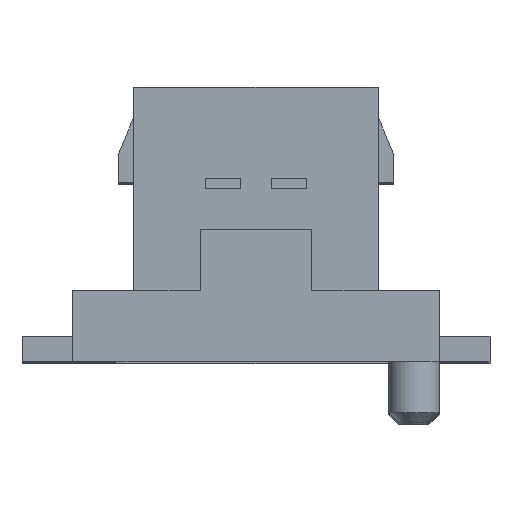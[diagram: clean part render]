
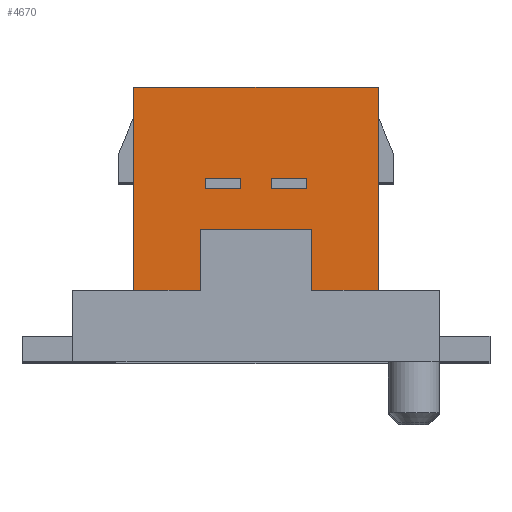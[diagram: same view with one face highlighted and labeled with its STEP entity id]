
A CAD part, top view. The second image highlights one B-rep face of the part: STEP entity #4670.
In plain terms, the highlighted planar face has unit normal (0, 0, 1).
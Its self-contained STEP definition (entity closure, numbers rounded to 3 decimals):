
#3280=CARTESIAN_POINT('',(-0.074,-1.733,-4.33));
#3290=DIRECTION('',(0.,0.,1.));
#3300=DIRECTION('',(1.,0.,0.));
#3310=AXIS2_PLACEMENT_3D('',#3280,#3290,#3300);
#3320=PLANE('',#3310);
#3330=CARTESIAN_POINT('',(0.087,0.,-4.33));
#3340=DIRECTION('',(0.,1.,0.));
#3350=VECTOR('',#3340,1.);
#3360=LINE('',#3330,#3350);
#3370=CARTESIAN_POINT('',(0.087,-2.319,-4.33));
#3380=VERTEX_POINT('',#3370);
#3390=CARTESIAN_POINT('',(0.087,-1.719,-4.33));
#3400=VERTEX_POINT('',#3390);
#3410=EDGE_CURVE('',#3380,#3400,#3360,.T.);
#3420=ORIENTED_EDGE('',*,*,#3410,.T.);
#3430=CARTESIAN_POINT('',(0.,-2.319,-4.33));
#3440=DIRECTION('',(-1.,0.,0.));
#3450=VECTOR('',#3440,1.);
#3460=LINE('',#3430,#3450);
#3470=CARTESIAN_POINT('',(-0.563,-2.319,-4.33));
#3480=VERTEX_POINT('',#3470);
#3490=EDGE_CURVE('',#3380,#3480,#3460,.T.);
#3500=ORIENTED_EDGE('',*,*,#3490,.F.);
#3510=CARTESIAN_POINT('',(-0.563,0.,-4.33));
#3520=DIRECTION('',(0.,-1.,0.));
#3530=VECTOR('',#3520,1.);
#3540=LINE('',#3510,#3530);
#3550=CARTESIAN_POINT('',(-0.563,-0.319,-4.33));
#3560=VERTEX_POINT('',#3550);
#3570=EDGE_CURVE('',#3560,#3480,#3540,.T.);
#3580=ORIENTED_EDGE('',*,*,#3570,.T.);
#3590=CARTESIAN_POINT('',(0.,-0.319,-4.33));
#3600=DIRECTION('',(-1.,0.,0.));
#3610=VECTOR('',#3600,1.);
#3620=LINE('',#3590,#3610);
#3630=CARTESIAN_POINT('',(1.837,-0.319,-4.33));
#3640=VERTEX_POINT('',#3630);
#3650=EDGE_CURVE('',#3640,#3560,#3620,.T.);
#3660=ORIENTED_EDGE('',*,*,#3650,.T.);
#3670=CARTESIAN_POINT('',(1.837,0.,-4.33));
#3680=DIRECTION('',(0.,1.,0.));
#3690=VECTOR('',#3680,1.);
#3700=LINE('',#3670,#3690);
#3710=CARTESIAN_POINT('',(1.837,-2.319,-4.33));
#3720=VERTEX_POINT('',#3710);
#3730=EDGE_CURVE('',#3720,#3640,#3700,.T.);
#3740=ORIENTED_EDGE('',*,*,#3730,.T.);
#3750=CARTESIAN_POINT('',(0.,-2.319,-4.33));
#3760=DIRECTION('',(-1.,0.,0.));
#3770=VECTOR('',#3760,1.);
#3780=LINE('',#3750,#3770);
#3790=CARTESIAN_POINT('',(1.187,-2.319,-4.33));
#3800=VERTEX_POINT('',#3790);
#3810=EDGE_CURVE('',#3720,#3800,#3780,.T.);
#3820=ORIENTED_EDGE('',*,*,#3810,.F.);
#3830=CARTESIAN_POINT('',(1.187,0.,-4.33));
#3840=DIRECTION('',(0.,1.,0.));
#3850=VECTOR('',#3840,1.);
#3860=LINE('',#3830,#3850);
#3870=CARTESIAN_POINT('',(1.187,-1.719,-4.33));
#3880=VERTEX_POINT('',#3870);
#3890=EDGE_CURVE('',#3800,#3880,#3860,.T.);
#3900=ORIENTED_EDGE('',*,*,#3890,.F.);
#3910=CARTESIAN_POINT('',(0.,-1.719,-4.33));
#3920=DIRECTION('',(1.,0.,0.));
#3930=VECTOR('',#3920,1.);
#3940=LINE('',#3910,#3930);
#3950=EDGE_CURVE('',#3400,#3880,#3940,.T.);
#3960=ORIENTED_EDGE('',*,*,#3950,.T.);
#3970=EDGE_LOOP('',(#3960,#3900,#3820,#3740,#3660,#3580,#3500,#3420));
#3980=FACE_OUTER_BOUND('',#3970,.T.);
#3990=CARTESIAN_POINT('',(0.,-1.219,-4.33));
#4000=DIRECTION('',(-1.,0.,0.));
#4010=VECTOR('',#4000,1.);
#4020=LINE('',#3990,#4010);
#4030=CARTESIAN_POINT('',(1.137,-1.219,-4.33));
#4040=VERTEX_POINT('',#4030);
#4050=CARTESIAN_POINT('',(0.787,-1.219,-4.33));
#4060=VERTEX_POINT('',#4050);
#4070=EDGE_CURVE('',#4040,#4060,#4020,.T.);
#4080=ORIENTED_EDGE('',*,*,#4070,.F.);
#4090=CARTESIAN_POINT('',(0.787,0.,-4.33));
#4100=DIRECTION('',(0.,-1.,0.));
#4110=VECTOR('',#4100,1.);
#4120=LINE('',#4090,#4110);
#4130=CARTESIAN_POINT('',(0.787,-1.319,-4.33));
#4140=VERTEX_POINT('',#4130);
#4150=EDGE_CURVE('',#4060,#4140,#4120,.T.);
#4160=ORIENTED_EDGE('',*,*,#4150,.F.);
#4170=CARTESIAN_POINT('',(0.,-1.319,-4.33));
#4180=DIRECTION('',(1.,0.,0.));
#4190=VECTOR('',#4180,1.);
#4200=LINE('',#4170,#4190);
#4210=CARTESIAN_POINT('',(1.137,-1.319,-4.33));
#4220=VERTEX_POINT('',#4210);
#4230=EDGE_CURVE('',#4140,#4220,#4200,.T.);
#4240=ORIENTED_EDGE('',*,*,#4230,.F.);
#4250=CARTESIAN_POINT('',(1.137,0.,-4.33));
#4260=DIRECTION('',(0.,1.,0.));
#4270=VECTOR('',#4260,1.);
#4280=LINE('',#4250,#4270);
#4290=EDGE_CURVE('',#4220,#4040,#4280,.T.);
#4300=ORIENTED_EDGE('',*,*,#4290,.F.);
#4310=EDGE_LOOP('',(#4300,#4240,#4160,#4080));
#4320=FACE_BOUND('',#4310,.T.);
#4330=CARTESIAN_POINT('',(0.137,0.,-4.33));
#4340=DIRECTION('',(0.,1.,0.));
#4350=VECTOR('',#4340,1.);
#4360=LINE('',#4330,#4350);
#4370=CARTESIAN_POINT('',(0.137,-1.319,-4.33));
#4380=VERTEX_POINT('',#4370);
#4390=CARTESIAN_POINT('',(0.137,-1.219,-4.33));
#4400=VERTEX_POINT('',#4390);
#4410=EDGE_CURVE('',#4380,#4400,#4360,.T.);
#4420=ORIENTED_EDGE('',*,*,#4410,.T.);
#4430=CARTESIAN_POINT('',(0.,-1.319,-4.33));
#4440=DIRECTION('',(1.,0.,0.));
#4450=VECTOR('',#4440,1.);
#4460=LINE('',#4430,#4450);
#4470=CARTESIAN_POINT('',(0.487,-1.319,-4.33));
#4480=VERTEX_POINT('',#4470);
#4490=EDGE_CURVE('',#4380,#4480,#4460,.T.);
#4500=ORIENTED_EDGE('',*,*,#4490,.F.);
#4510=CARTESIAN_POINT('',(0.487,0.,-4.33));
#4520=DIRECTION('',(0.,1.,0.));
#4530=VECTOR('',#4520,1.);
#4540=LINE('',#4510,#4530);
#4550=CARTESIAN_POINT('',(0.487,-1.219,-4.33));
#4560=VERTEX_POINT('',#4550);
#4570=EDGE_CURVE('',#4480,#4560,#4540,.T.);
#4580=ORIENTED_EDGE('',*,*,#4570,.F.);
#4590=CARTESIAN_POINT('',(0.,-1.219,-4.33));
#4600=DIRECTION('',(1.,0.,0.));
#4610=VECTOR('',#4600,1.);
#4620=LINE('',#4590,#4610);
#4630=EDGE_CURVE('',#4400,#4560,#4620,.T.);
#4640=ORIENTED_EDGE('',*,*,#4630,.T.);
#4650=EDGE_LOOP('',(#4640,#4580,#4500,#4420));
#4660=FACE_BOUND('',#4650,.T.);
#4670=ADVANCED_FACE('',(#3980,#4320,#4660),#3320,.T.);
